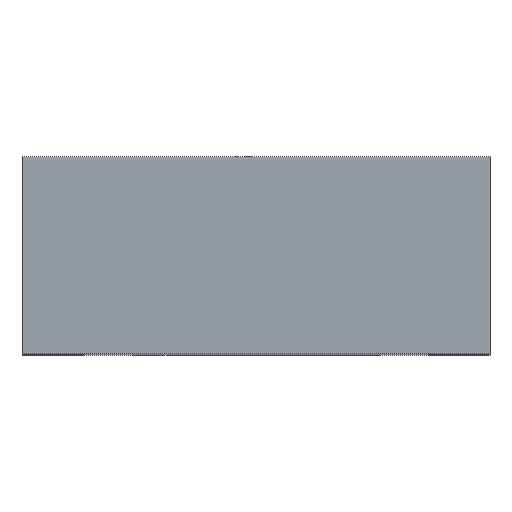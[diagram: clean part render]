
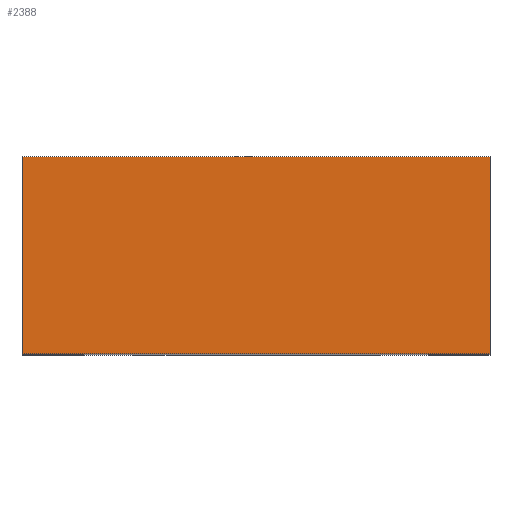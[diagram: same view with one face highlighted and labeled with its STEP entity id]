
A CAD part, top view. The second image highlights one B-rep face of the part: STEP entity #2388.
In plain terms, the highlighted planar face has unit normal (0, 0, 1).
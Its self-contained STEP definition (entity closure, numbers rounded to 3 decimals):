
#100=FACE_OUTER_BOUND('',#239,.T.);
#239=EDGE_LOOP('',(#1809,#1810,#1811,#1812));
#460=LINE('',#3532,#790);
#470=LINE('',#3549,#800);
#491=LINE('',#3588,#821);
#492=LINE('',#3589,#822);
#790=VECTOR('',#2874,10.);
#800=VECTOR('',#2886,10.);
#821=VECTOR('',#2923,10.);
#822=VECTOR('',#2924,10.);
#1078=VERTEX_POINT('',#3529);
#1079=VERTEX_POINT('',#3531);
#1084=VERTEX_POINT('',#3546);
#1085=VERTEX_POINT('',#3548);
#1340=EDGE_CURVE('',#1078,#1079,#460,.T.);
#1350=EDGE_CURVE('',#1085,#1084,#470,.T.);
#1371=EDGE_CURVE('',#1085,#1078,#491,.T.);
#1372=EDGE_CURVE('',#1079,#1084,#492,.T.);
#1809=ORIENTED_EDGE('',*,*,#1371,.F.);
#1810=ORIENTED_EDGE('',*,*,#1350,.T.);
#1811=ORIENTED_EDGE('',*,*,#1372,.F.);
#1812=ORIENTED_EDGE('',*,*,#1340,.F.);
#2249=PLANE('',#2554);
#2388=ADVANCED_FACE('',(#100),#2249,.T.);
#2554=AXIS2_PLACEMENT_3D('',#3587,#2921,#2922);
#2874=DIRECTION('',(0.,1.,0.));
#2886=DIRECTION('',(0.,1.,0.));
#2921=DIRECTION('center_axis',(0.,0.,1.));
#2922=DIRECTION('ref_axis',(1.,0.,0.));
#2923=DIRECTION('',(-1.,0.,0.));
#2924=DIRECTION('',(1.,0.,0.));
#3529=CARTESIAN_POINT('',(-0.95,0.,1.45));
#3531=CARTESIAN_POINT('',(-0.95,0.8,1.45));
#3532=CARTESIAN_POINT('',(-0.95,0.,1.45));
#3546=CARTESIAN_POINT('',(0.95,0.8,1.45));
#3548=CARTESIAN_POINT('',(0.95,0.,1.45));
#3549=CARTESIAN_POINT('',(0.95,0.,1.45));
#3587=CARTESIAN_POINT('Origin',(-0.95,0.,1.45));
#3588=CARTESIAN_POINT('',(0.95,0.,1.45));
#3589=CARTESIAN_POINT('',(0.95,0.8,1.45));
